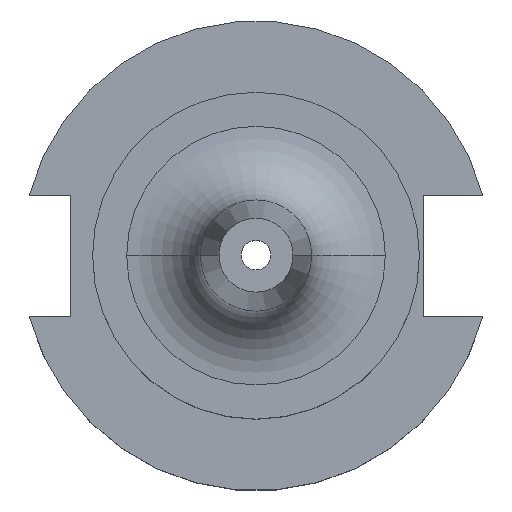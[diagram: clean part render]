
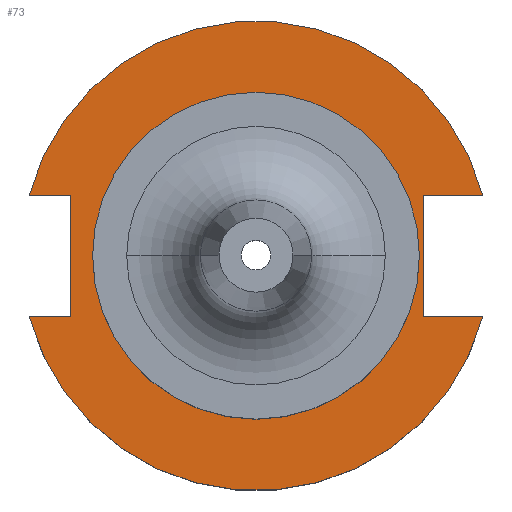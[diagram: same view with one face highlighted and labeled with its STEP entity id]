
A CAD part, top view. The second image highlights one B-rep face of the part: STEP entity #73.
In plain terms, the highlighted planar face has unit normal (0, 0, 1).
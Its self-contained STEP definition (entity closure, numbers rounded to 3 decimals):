
#8 = VECTOR ( 'NONE', #918, 1000. ) ;
#9 = AXIS2_PLACEMENT_3D ( 'NONE', #128, #445, #507 ) ;
#62 = ORIENTED_EDGE ( 'NONE', *, *, #851, .F. ) ;
#73 = ADVANCED_FACE ( 'NONE', ( #361, #1314 ), #277, .F. ) ;
#128 = CARTESIAN_POINT ( 'NONE',  ( 0., 0., 19.05 ) ) ;
#213 = DIRECTION ( 'NONE',  ( -1., 0., 0. ) ) ;
#216 = DIRECTION ( 'NONE',  ( 0., 0., 1. ) ) ;
#217 = EDGE_CURVE ( 'NONE', #1504, #550, #351, .T. ) ;
#220 = CIRCLE ( 'NONE', #9, 31.75 ) ;
#221 = CARTESIAN_POINT ( 'NONE',  ( 22.606, 8.191, 19.05 ) ) ;
#228 = CARTESIAN_POINT ( 'NONE',  ( 0., 0., 19.05 ) ) ;
#240 = LINE ( 'NONE', #580, #524 ) ;
#277 = PLANE ( 'NONE',  #1019 ) ;
#318 = EDGE_CURVE ( 'NONE', #550, #785, #240, .T. ) ;
#325 = EDGE_CURVE ( 'NONE', #1449, #1034, #850, .T. ) ;
#338 = CARTESIAN_POINT ( 'NONE',  ( 0., 8.191, 19.05 ) ) ;
#351 = LINE ( 'NONE', #1089, #8 ) ;
#354 = VERTEX_POINT ( 'NONE', #690 ) ;
#361 = FACE_BOUND ( 'NONE', #1320, .T. ) ;
#372 = VECTOR ( 'NONE', #478, 1000. ) ;
#393 = CARTESIAN_POINT ( 'NONE',  ( 0., 22.1, 19.05 ) ) ;
#400 = DIRECTION ( 'NONE',  ( 0., 0., 1. ) ) ;
#410 = CARTESIAN_POINT ( 'NONE',  ( 22.1, 0., 19.05 ) ) ;
#417 = DIRECTION ( 'NONE',  ( 1., 0., 0. ) ) ;
#445 = DIRECTION ( 'NONE',  ( 0., 0., 1. ) ) ;
#471 = CARTESIAN_POINT ( 'NONE',  ( 22.606, 22.1, 19.05 ) ) ;
#478 = DIRECTION ( 'NONE',  ( 1., 0., 0. ) ) ;
#507 = DIRECTION ( 'NONE',  ( 1., 0., 0. ) ) ;
#524 = VECTOR ( 'NONE', #1292, 1000. ) ;
#550 = VERTEX_POINT ( 'NONE', #604 ) ;
#561 = ORIENTED_EDGE ( 'NONE', *, *, #634, .T. ) ;
#580 = CARTESIAN_POINT ( 'NONE',  ( -25.091, 8.191, 19.05 ) ) ;
#604 = CARTESIAN_POINT ( 'NONE',  ( -25.091, 8.191, 19.05 ) ) ;
#609 = DIRECTION ( 'NONE',  ( 0., 1., 0. ) ) ;
#615 = VERTEX_POINT ( 'NONE', #983 ) ;
#619 = EDGE_CURVE ( 'NONE', #354, #1018, #1201, .T. ) ;
#620 = VECTOR ( 'NONE', #1323, 1000. ) ;
#627 = AXIS2_PLACEMENT_3D ( 'NONE', #927, #400, #1332 ) ;
#634 = EDGE_CURVE ( 'NONE', #714, #615, #220, .T. ) ;
#676 = EDGE_LOOP ( 'NONE', ( #1376, #1229, #561, #989, #686, #1287, #1317, #1212 ) ) ;
#686 = ORIENTED_EDGE ( 'NONE', *, *, #619, .T. ) ;
#690 = CARTESIAN_POINT ( 'NONE',  ( 22.606, -8.191, 19.05 ) ) ;
#703 = LINE ( 'NONE', #1284, #372 ) ;
#704 = CARTESIAN_POINT ( 'NONE',  ( 30.675, 8.191, 19.05 ) ) ;
#714 = VERTEX_POINT ( 'NONE', #1105 ) ;
#785 = VERTEX_POINT ( 'NONE', #1036 ) ;
#850 = CIRCLE ( 'NONE', #1163, 22.1 ) ;
#851 = EDGE_CURVE ( 'NONE', #1034, #1449, #1257, .T. ) ;
#914 = CARTESIAN_POINT ( 'NONE',  ( -30.675, 8.191, 19.05 ) ) ;
#918 = DIRECTION ( 'NONE',  ( 1., 0., 0. ) ) ;
#927 = CARTESIAN_POINT ( 'NONE',  ( 0., 0., 19.05 ) ) ;
#944 = CARTESIAN_POINT ( 'NONE',  ( 0., 0., 19.05 ) ) ;
#969 = EDGE_CURVE ( 'NONE', #714, #785, #1134, .T. ) ;
#983 = CARTESIAN_POINT ( 'NONE',  ( 30.675, -8.191, 19.05 ) ) ;
#989 = ORIENTED_EDGE ( 'NONE', *, *, #1578, .F. ) ;
#1018 = VERTEX_POINT ( 'NONE', #221 ) ;
#1019 = AXIS2_PLACEMENT_3D ( 'NONE', #393, #1067, #213 ) ;
#1034 = VERTEX_POINT ( 'NONE', #1467 ) ;
#1036 = CARTESIAN_POINT ( 'NONE',  ( -25.091, -8.191, 19.05 ) ) ;
#1037 = DIRECTION ( 'NONE',  ( 1., 0., 0. ) ) ;
#1044 = VERTEX_POINT ( 'NONE', #704 ) ;
#1047 = DIRECTION ( 'NONE',  ( 0., 0., 1. ) ) ;
#1067 = DIRECTION ( 'NONE',  ( 0., 0., -1. ) ) ;
#1088 = CARTESIAN_POINT ( 'NONE',  ( -61.091, -8.191, 19.05 ) ) ;
#1089 = CARTESIAN_POINT ( 'NONE',  ( -61.091, 8.191, 19.05 ) ) ;
#1098 = VECTOR ( 'NONE', #1348, 1000. ) ;
#1105 = CARTESIAN_POINT ( 'NONE',  ( -30.675, -8.191, 19.05 ) ) ;
#1110 = EDGE_CURVE ( 'NONE', #1044, #1018, #1621, .T. ) ;
#1134 = LINE ( 'NONE', #1088, #1098 ) ;
#1161 = CIRCLE ( 'NONE', #627, 31.75 ) ;
#1163 = AXIS2_PLACEMENT_3D ( 'NONE', #228, #216, #1037 ) ;
#1201 = LINE ( 'NONE', #471, #1506 ) ;
#1212 = ORIENTED_EDGE ( 'NONE', *, *, #217, .T. ) ;
#1229 = ORIENTED_EDGE ( 'NONE', *, *, #969, .F. ) ;
#1238 = EDGE_CURVE ( 'NONE', #1044, #1504, #1161, .T. ) ;
#1257 = CIRCLE ( 'NONE', #1265, 22.1 ) ;
#1265 = AXIS2_PLACEMENT_3D ( 'NONE', #944, #1047, #417 ) ;
#1284 = CARTESIAN_POINT ( 'NONE',  ( 0., -8.191, 19.05 ) ) ;
#1287 = ORIENTED_EDGE ( 'NONE', *, *, #1110, .F. ) ;
#1292 = DIRECTION ( 'NONE',  ( 0., -1., 0. ) ) ;
#1314 = FACE_OUTER_BOUND ( 'NONE', #676, .T. ) ;
#1317 = ORIENTED_EDGE ( 'NONE', *, *, #1238, .T. ) ;
#1320 = EDGE_LOOP ( 'NONE', ( #1462, #62 ) ) ;
#1323 = DIRECTION ( 'NONE',  ( -1., 0., 0. ) ) ;
#1332 = DIRECTION ( 'NONE',  ( 1., 0., 0. ) ) ;
#1348 = DIRECTION ( 'NONE',  ( 1., 0., 0. ) ) ;
#1376 = ORIENTED_EDGE ( 'NONE', *, *, #318, .T. ) ;
#1449 = VERTEX_POINT ( 'NONE', #410 ) ;
#1462 = ORIENTED_EDGE ( 'NONE', *, *, #325, .F. ) ;
#1467 = CARTESIAN_POINT ( 'NONE',  ( -22.1, 0., 19.05 ) ) ;
#1504 = VERTEX_POINT ( 'NONE', #914 ) ;
#1506 = VECTOR ( 'NONE', #609, 1000. ) ;
#1578 = EDGE_CURVE ( 'NONE', #354, #615, #703, .T. ) ;
#1621 = LINE ( 'NONE', #338, #620 ) ;
